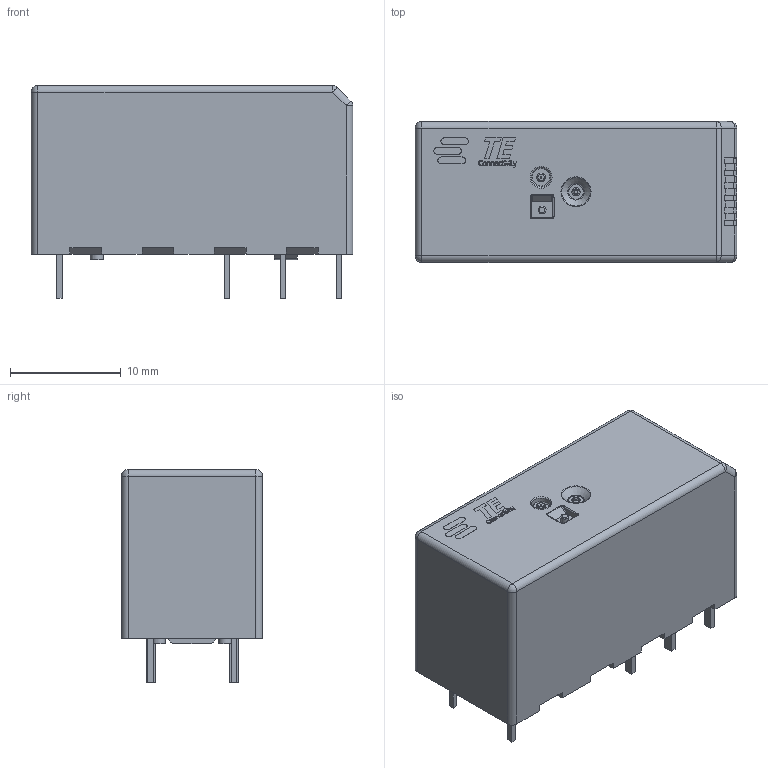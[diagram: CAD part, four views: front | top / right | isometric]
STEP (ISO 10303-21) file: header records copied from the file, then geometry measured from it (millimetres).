
FILE_DESCRIPTION(/* description */ (''),/* implementation_level */ '2;1');
FILE_NAME(/* name */ '1.stp',/* time_stamp */ '2020-07-27T23:35:32+02:00',/* author */ ('k'),/* organization */ (''),/* preprocessor_version */ 'ST-DEVELOPER v15.6',/* originating_system */ 'Autodesk Inventor 2015',/* authorisation */ '');
FILE_SCHEMA (('AUTOMOTIVE_DESIGN { 1 0 10303 214 3 1 1 }'));
Length unit declared in the file: millimetre
Products named in the file (4): 1; c-7-1415899-7-a-3d; TE connectivity Logo 1 (2)
Bounding box: 29 x 12.7 x 19.2 mm (x, y, z)
Volume: 5570.1 mm3; surface area: 2089.3 mm2
Topology: 28 solids, 28 shells, 447 faces, 1109 edges, 728 vertices
Faces by surface type: plane 324, bspline 71, cylinder 35, torus 10, sphere 6, cone 1
Full cylindrical faces by diameter (mm): 0.14 x1, 0.543 x1, 0.714 x1, 0.776 x1, 1.2 x2, 1.772 x1
Entity records: 13474 total; most frequent: CARTESIAN_POINT 3220, ORIENTED_EDGE 2186, DIRECTION 1805, EDGE_CURVE 1093, LINE 871, VECTOR 871, VERTEX_POINT 728, EDGE_LOOP 477
